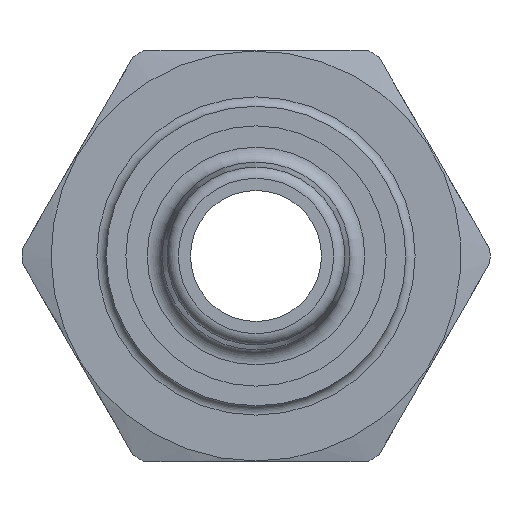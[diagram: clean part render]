
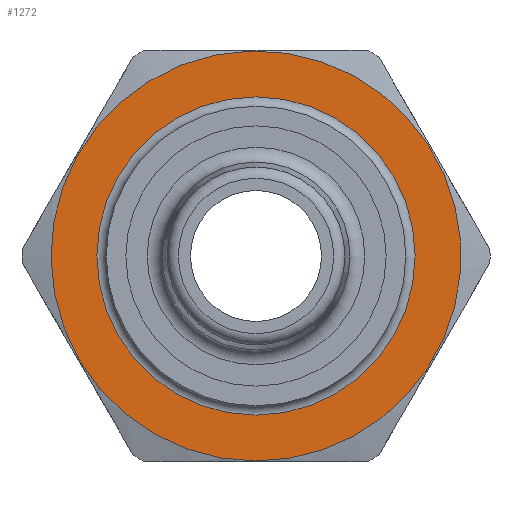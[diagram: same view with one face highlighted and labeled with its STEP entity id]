
A CAD part, front view. The second image highlights one B-rep face of the part: STEP entity #1272.
In plain terms, the highlighted planar face has unit normal (0, -1, 0).
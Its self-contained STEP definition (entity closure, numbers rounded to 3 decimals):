
#86=PLANE('',#1351);
#109=ORIENTED_EDGE('',*,*,#291,.T.);
#110=ORIENTED_EDGE('',*,*,#292,.T.);
#291=EDGE_CURVE('',#382,#382,#461,.T.);
#292=EDGE_CURVE('',#383,#383,#462,.T.);
#382=VERTEX_POINT('',#1779);
#383=VERTEX_POINT('',#1781);
#461=CIRCLE('',#1352,8.5);
#462=CIRCLE('',#1353,10.95);
#528=EDGE_LOOP('',(#109));
#529=EDGE_LOOP('',(#110));
#652=FACE_BOUND('',#528,.T.);
#653=FACE_BOUND('',#529,.T.);
#1272=ADVANCED_FACE('',(#652,#653),#86,.F.);
#1351=AXIS2_PLACEMENT_3D('',#1777,#1497,#1498);
#1352=AXIS2_PLACEMENT_3D('',#1778,#1499,#1500);
#1353=AXIS2_PLACEMENT_3D('',#1780,#1501,#1502);
#1497=DIRECTION('',(0.,1.,0.));
#1498=DIRECTION('',(0.,0.,1.));
#1499=DIRECTION('',(0.,1.,0.));
#1500=DIRECTION('',(0.,0.,1.));
#1501=DIRECTION('',(0.,-1.,0.));
#1502=DIRECTION('',(0.,0.,-1.));
#1777=CARTESIAN_POINT('',(0.,-21.,8.));
#1778=CARTESIAN_POINT('',(0.,-21.,0.));
#1779=CARTESIAN_POINT('',(0.,-21.,8.5));
#1780=CARTESIAN_POINT('',(0.,-21.,0.));
#1781=CARTESIAN_POINT('',(0.,-21.,-10.95));
